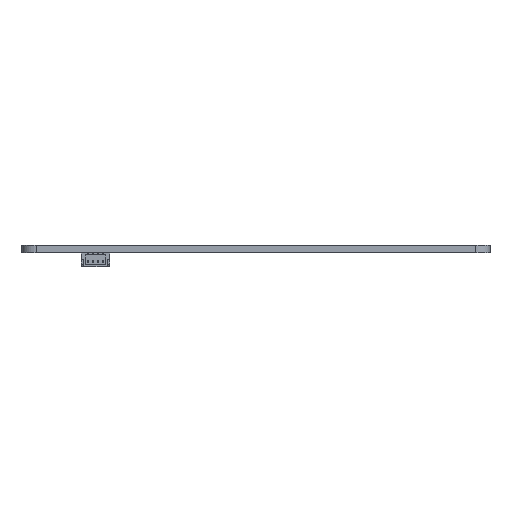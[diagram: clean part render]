
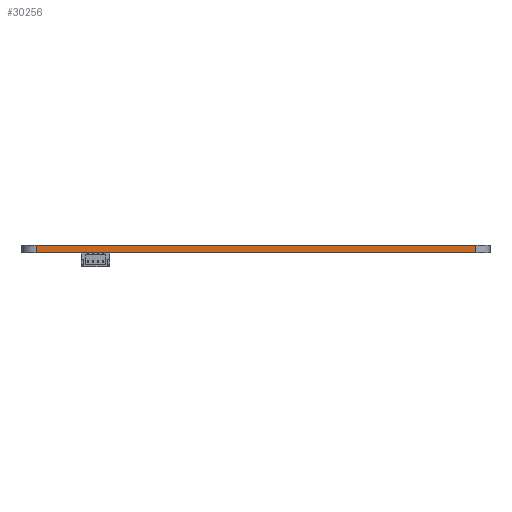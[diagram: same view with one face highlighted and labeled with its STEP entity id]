
A CAD part, left-side view. The second image highlights one B-rep face of the part: STEP entity #30256.
In plain terms, the highlighted planar face has unit normal (-1, 0, 0).
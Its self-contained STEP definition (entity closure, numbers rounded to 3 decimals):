
#5785 = CYLINDRICAL_SURFACE('',#5786,3.);
#5786 = AXIS2_PLACEMENT_3D('',#5787,#5788,#5789);
#5787 = CARTESIAN_POINT('',(78.695,-86.486,0.));
#5788 = DIRECTION('',(-0.,-0.,-1.));
#5789 = DIRECTION('',(1.,0.,-0.));
#5813 = PLANE('',#5814);
#5814 = AXIS2_PLACEMENT_3D('',#5815,#5816,#5817);
#5815 = CARTESIAN_POINT('',(232.157,-132.792,1.6));
#5816 = DIRECTION('',(-0.,-0.,-1.));
#5817 = DIRECTION('',(-1.,0.,0.));
#5867 = PLANE('',#5868);
#5868 = AXIS2_PLACEMENT_3D('',#5869,#5870,#5871);
#5869 = CARTESIAN_POINT('',(232.157,-132.792,0.));
#5870 = DIRECTION('',(-0.,-0.,-1.));
#5871 = DIRECTION('',(-1.,0.,0.));
#5884 = VERTEX_POINT('',#5885);
#5885 = CARTESIAN_POINT('',(75.695,-86.486,1.6));
#5911 = EDGE_CURVE('',#5912,#5884,#5914,.T.);
#5912 = VERTEX_POINT('',#5913);
#5913 = CARTESIAN_POINT('',(75.695,-86.486,0.));
#5914 = SURFACE_CURVE('',#5915,(#5919,#5926),.PCURVE_S1.);
#5915 = LINE('',#5916,#5917);
#5916 = CARTESIAN_POINT('',(75.695,-86.486,0.));
#5917 = VECTOR('',#5918,1.);
#5918 = DIRECTION('',(0.,0.,1.));
#5919 = PCURVE('',#5785,#5920);
#5920 = DEFINITIONAL_REPRESENTATION('',(#5921),#5925);
#5921 = LINE('',#5922,#5923);
#5922 = CARTESIAN_POINT('',(-3.142,0.));
#5923 = VECTOR('',#5924,1.);
#5924 = DIRECTION('',(-0.,-1.));
#5925 = ( GEOMETRIC_REPRESENTATION_CONTEXT(2) 
PARAMETRIC_REPRESENTATION_CONTEXT() REPRESENTATION_CONTEXT('2D SPACE',''
  ) );
#5926 = PCURVE('',#5927,#5932);
#5927 = PLANE('',#5928);
#5928 = AXIS2_PLACEMENT_3D('',#5929,#5930,#5931);
#5929 = CARTESIAN_POINT('',(75.695,-179.099,0.));
#5930 = DIRECTION('',(-1.,0.,0.));
#5931 = DIRECTION('',(0.,1.,0.));
#5932 = DEFINITIONAL_REPRESENTATION('',(#5933),#5937);
#5933 = LINE('',#5934,#5935);
#5934 = CARTESIAN_POINT('',(92.612,0.));
#5935 = VECTOR('',#5936,1.);
#5936 = DIRECTION('',(0.,-1.));
#5937 = ( GEOMETRIC_REPRESENTATION_CONTEXT(2) 
PARAMETRIC_REPRESENTATION_CONTEXT() REPRESENTATION_CONTEXT('2D SPACE',''
  ) );
#6141 = VERTEX_POINT('',#6142);
#6142 = CARTESIAN_POINT('',(75.695,-179.099,0.));
#6161 = CYLINDRICAL_SURFACE('',#6162,3.);
#6162 = AXIS2_PLACEMENT_3D('',#6163,#6164,#6165);
#6163 = CARTESIAN_POINT('',(78.695,-179.099,0.));
#6164 = DIRECTION('',(-0.,-0.,-1.));
#6165 = DIRECTION('',(1.,0.,-0.));
#6173 = EDGE_CURVE('',#6141,#5912,#6174,.T.);
#6174 = SURFACE_CURVE('',#6175,(#6179,#6186),.PCURVE_S1.);
#6175 = LINE('',#6176,#6177);
#6176 = CARTESIAN_POINT('',(75.695,-179.099,0.));
#6177 = VECTOR('',#6178,1.);
#6178 = DIRECTION('',(0.,1.,0.));
#6179 = PCURVE('',#5867,#6180);
#6180 = DEFINITIONAL_REPRESENTATION('',(#6181),#6185);
#6181 = LINE('',#6182,#6183);
#6182 = CARTESIAN_POINT('',(156.463,-46.306));
#6183 = VECTOR('',#6184,1.);
#6184 = DIRECTION('',(0.,1.));
#6185 = ( GEOMETRIC_REPRESENTATION_CONTEXT(2) 
PARAMETRIC_REPRESENTATION_CONTEXT() REPRESENTATION_CONTEXT('2D SPACE',''
  ) );
#6186 = PCURVE('',#5927,#6187);
#6187 = DEFINITIONAL_REPRESENTATION('',(#6188),#6192);
#6188 = LINE('',#6189,#6190);
#6189 = CARTESIAN_POINT('',(0.,0.));
#6190 = VECTOR('',#6191,1.);
#6191 = DIRECTION('',(1.,0.));
#6192 = ( GEOMETRIC_REPRESENTATION_CONTEXT(2) 
PARAMETRIC_REPRESENTATION_CONTEXT() REPRESENTATION_CONTEXT('2D SPACE',''
  ) );
#19164 = VERTEX_POINT('',#19165);
#19165 = CARTESIAN_POINT('',(75.695,-179.099,1.6));
#19191 = EDGE_CURVE('',#19164,#5884,#19192,.T.);
#19192 = SURFACE_CURVE('',#19193,(#19197,#19204),.PCURVE_S1.);
#19193 = LINE('',#19194,#19195);
#19194 = CARTESIAN_POINT('',(75.695,-179.099,1.6));
#19195 = VECTOR('',#19196,1.);
#19196 = DIRECTION('',(0.,1.,0.));
#19197 = PCURVE('',#5813,#19198);
#19198 = DEFINITIONAL_REPRESENTATION('',(#19199),#19203);
#19199 = LINE('',#19200,#19201);
#19200 = CARTESIAN_POINT('',(156.463,-46.306));
#19201 = VECTOR('',#19202,1.);
#19202 = DIRECTION('',(0.,1.));
#19203 = ( GEOMETRIC_REPRESENTATION_CONTEXT(2) 
PARAMETRIC_REPRESENTATION_CONTEXT() REPRESENTATION_CONTEXT('2D SPACE',''
  ) );
#19204 = PCURVE('',#5927,#19205);
#19205 = DEFINITIONAL_REPRESENTATION('',(#19206),#19210);
#19206 = LINE('',#19207,#19208);
#19207 = CARTESIAN_POINT('',(0.,-1.6));
#19208 = VECTOR('',#19209,1.);
#19209 = DIRECTION('',(1.,0.));
#19210 = ( GEOMETRIC_REPRESENTATION_CONTEXT(2) 
PARAMETRIC_REPRESENTATION_CONTEXT() REPRESENTATION_CONTEXT('2D SPACE',''
  ) );
#30256 = ADVANCED_FACE('',(#30257),#5927,.T.);
#30257 = FACE_BOUND('',#30258,.T.);
#30258 = EDGE_LOOP('',(#30259,#30280,#30281,#30282));
#30259 = ORIENTED_EDGE('',*,*,#30260,.T.);
#30260 = EDGE_CURVE('',#6141,#19164,#30261,.T.);
#30261 = SURFACE_CURVE('',#30262,(#30266,#30273),.PCURVE_S1.);
#30262 = LINE('',#30263,#30264);
#30263 = CARTESIAN_POINT('',(75.695,-179.099,0.));
#30264 = VECTOR('',#30265,1.);
#30265 = DIRECTION('',(0.,0.,1.));
#30266 = PCURVE('',#5927,#30267);
#30267 = DEFINITIONAL_REPRESENTATION('',(#30268),#30272);
#30268 = LINE('',#30269,#30270);
#30269 = CARTESIAN_POINT('',(0.,0.));
#30270 = VECTOR('',#30271,1.);
#30271 = DIRECTION('',(0.,-1.));
#30272 = ( GEOMETRIC_REPRESENTATION_CONTEXT(2) 
PARAMETRIC_REPRESENTATION_CONTEXT() REPRESENTATION_CONTEXT('2D SPACE',''
  ) );
#30273 = PCURVE('',#6161,#30274);
#30274 = DEFINITIONAL_REPRESENTATION('',(#30275),#30279);
#30275 = LINE('',#30276,#30277);
#30276 = CARTESIAN_POINT('',(-3.142,0.));
#30277 = VECTOR('',#30278,1.);
#30278 = DIRECTION('',(-0.,-1.));
#30279 = ( GEOMETRIC_REPRESENTATION_CONTEXT(2) 
PARAMETRIC_REPRESENTATION_CONTEXT() REPRESENTATION_CONTEXT('2D SPACE',''
  ) );
#30280 = ORIENTED_EDGE('',*,*,#19191,.T.);
#30281 = ORIENTED_EDGE('',*,*,#5911,.F.);
#30282 = ORIENTED_EDGE('',*,*,#6173,.F.);
